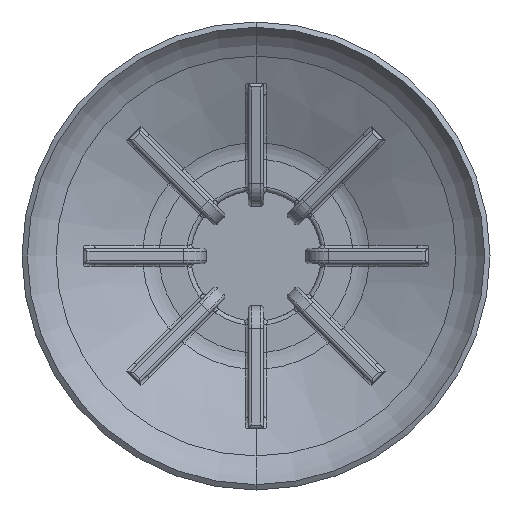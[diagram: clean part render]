
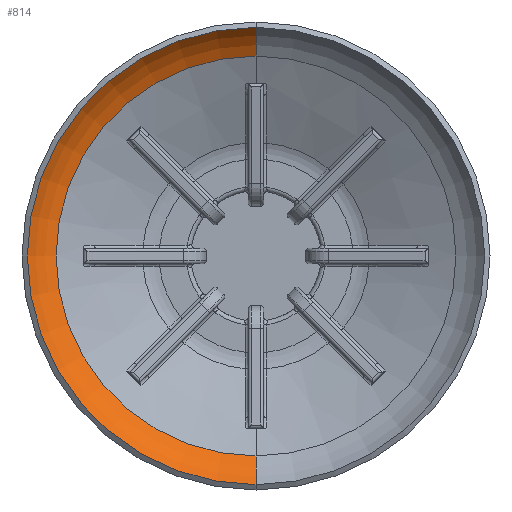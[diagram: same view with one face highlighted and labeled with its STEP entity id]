
A CAD part, front view. The second image highlights one B-rep face of the part: STEP entity #814.
In plain terms, the highlighted toroidal (fillet/blend) face has major radius 10.973 mm and minor radius 4.775 mm.
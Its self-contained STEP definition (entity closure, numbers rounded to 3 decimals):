
#814=ADVANCED_FACE('NONE',(#2169),#2170,.F.);
#2169=FACE_OUTER_BOUND('',#4250,.T.);
#2170=TOROIDAL_SURFACE('',#4251,10.973,4.775);
#4250=EDGE_LOOP('',(#12666,#12667,#12668,#12669));
#4251=AXIS2_PLACEMENT_3D('',#12670,#12671,#12672);
#12666=ORIENTED_EDGE('',*,*,#17277,.F.);
#12667=ORIENTED_EDGE('',*,*,#17278,.T.);
#12668=ORIENTED_EDGE('',*,*,#17279,.T.);
#12669=ORIENTED_EDGE('',*,*,#17280,.F.);
#12670=CARTESIAN_POINT('',(0.0,-31.088,0.0));
#12671=DIRECTION('',(0.0,1.0,0.0));
#12672=DIRECTION('',(0.0,0.0,1.0));
#17277=EDGE_CURVE('NONE',#19634,#19633,#19639,.T.);
#17278=EDGE_CURVE('NONE',#19634,#19640,#19641,.T.);
#17279=EDGE_CURVE('NONE',#19640,#19642,#19643,.T.);
#17280=EDGE_CURVE('NONE',#19633,#19642,#19644,.T.);
#19633=VERTEX_POINT('NONE',#23190);
#19634=VERTEX_POINT('NONE',#23191);
#19639=CIRCLE('',#23198,14.9);
#19640=VERTEX_POINT('NONE',#23199);
#19641=CIRCLE('',#23200,4.775);
#19642=VERTEX_POINT('NONE',#23201);
#19643=CIRCLE('',#23202,13.028);
#19644=CIRCLE('',#23203,4.775);
#23190=CARTESIAN_POINT('',(0.0,-28.372,14.9));
#23191=CARTESIAN_POINT('',(0.,-28.372,-14.9));
#23198=AXIS2_PLACEMENT_3D('',#31479,#31480,#31481);
#23199=CARTESIAN_POINT('',(0.0,-26.778,-13.028));
#23200=AXIS2_PLACEMENT_3D('',#31482,#31483,#31484);
#23201=CARTESIAN_POINT('',(0.,-26.778,13.028));
#23202=AXIS2_PLACEMENT_3D('',#31485,#31486,#31487);
#23203=AXIS2_PLACEMENT_3D('',#31488,#31489,#31490);
#31479=CARTESIAN_POINT('',(0.0,-28.372,0.0));
#31480=DIRECTION('',(0.0,1.0,0.0));
#31481=DIRECTION('',(0.0,0.0,1.0));
#31482=CARTESIAN_POINT('',(0.,-31.088,-10.973));
#31483=DIRECTION('',(1.0,-0.0,0.));
#31484=DIRECTION('',(0.,0.0,-1.0));
#31485=CARTESIAN_POINT('',(0.0,-26.778,0.0));
#31486=DIRECTION('',(0.0,1.0,0.0));
#31487=DIRECTION('',(0.0,0.0,1.0));
#31488=CARTESIAN_POINT('',(0.0,-31.088,10.973));
#31489=DIRECTION('',(-1.0,0.0,0.0));
#31490=DIRECTION('',(0.0,0.0,1.0));
